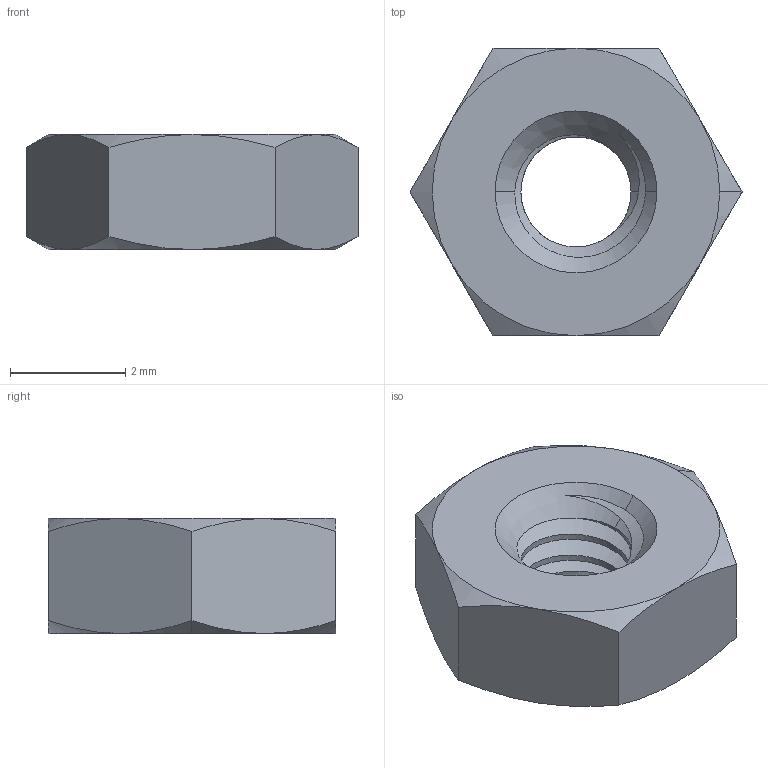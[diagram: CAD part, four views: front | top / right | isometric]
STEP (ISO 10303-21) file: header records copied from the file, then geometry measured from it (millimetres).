
FILE_DESCRIPTION (( 'STEP AP214' ), '1' );
FILE_NAME ('M2.5 Nut.STEP', '2019-05-01T13:47:40', ( '' ), ( '' ), 'SwSTEP 2.0', 'SolidWorks 2018', '' );
FILE_SCHEMA (( 'AUTOMOTIVE_DESIGN' ));
Length unit declared in the file: millimetre
Products named in the file (1): M2.5 Nut
Bounding box: 5.77 x 5 x 2 mm (x, y, z)
Volume: 34.9 mm3; surface area: 87.2 mm2
Topology: 1 solids, 1 shells, 37 faces, 89 edges, 54 vertices
Faces by surface type: cone 20, plane 8, cylinder 7, bspline 2
Entity records: 1626 total; most frequent: CARTESIAN_POINT 827, ORIENTED_EDGE 178, DIRECTION 136, EDGE_CURVE 89, AXIS2_PLACEMENT_3D 58, VERTEX_POINT 54, EDGE_LOOP 39, ADVANCED_FACE 37
